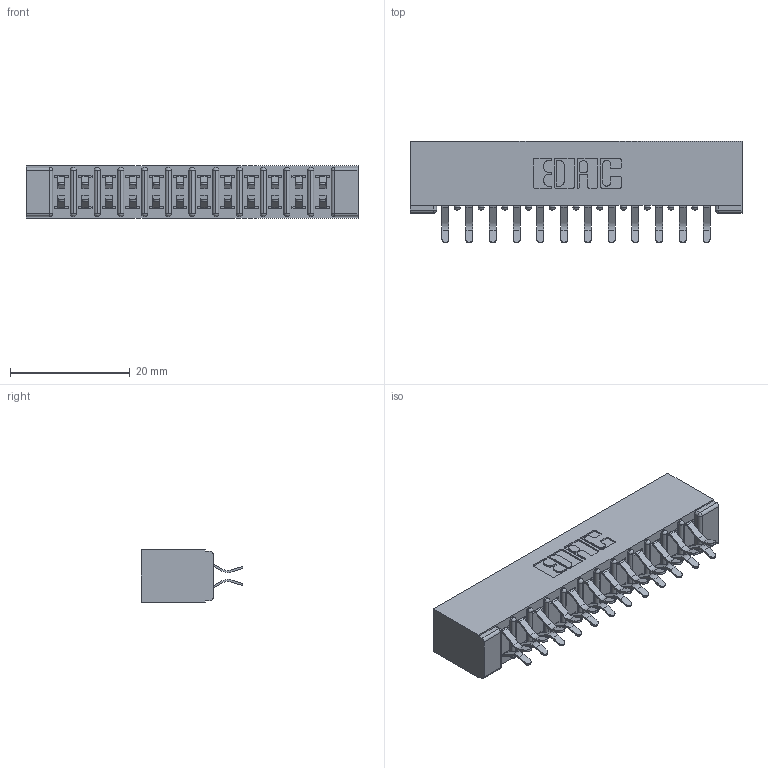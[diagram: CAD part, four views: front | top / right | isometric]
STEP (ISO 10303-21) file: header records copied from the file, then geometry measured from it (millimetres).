
FILE_DESCRIPTION (( 'STEP AP203' ), '1' );
FILE_NAME ('357-024-456-201.STEP', '2020-10-03T01:17:37', ( '' ), ( '' ), 'SwSTEP 2.0', 'SolidWorks 2020', '' );
FILE_SCHEMA (( 'CONFIG_CONTROL_DESIGN' ));
Length unit declared in the file: inch
Products named in the file (3): 357-024-456-201; 307 Part_No Mounting Lugs; 307-290-001_556
Assembly tree (25 placements, depth 2):
  357-024-456-201
    307 Part_No Mounting Lugs
    307-290-001_556  x24
Bounding box: 55.42 x 16.97 x 8.71 mm (x, y, z)
Volume: 3855.1 mm3; surface area: 6734.3 mm2
Topology: 25 solids, 25 shells, 1323 faces, 3707 edges, 2402 vertices
Faces by surface type: plane 858, cylinder 439, sphere 26
Entity records: 14196 total; most frequent: CARTESIAN_POINT 2328, ORIENTED_EDGE 2302, DIRECTION 2293, EDGE_CURVE 1151, VECTOR 871, LINE 871, VERTEX_POINT 746, AXIS2_PLACEMENT_3D 711
